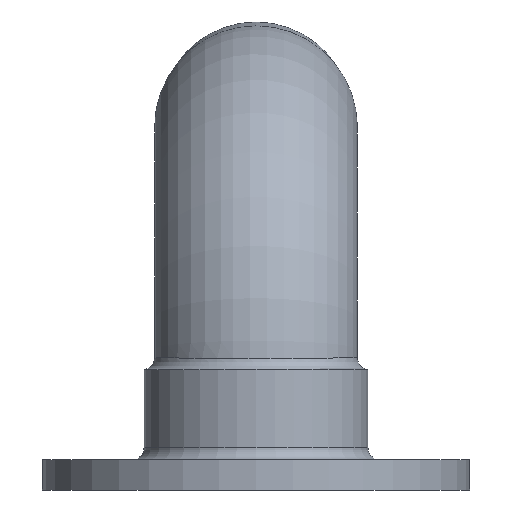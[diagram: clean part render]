
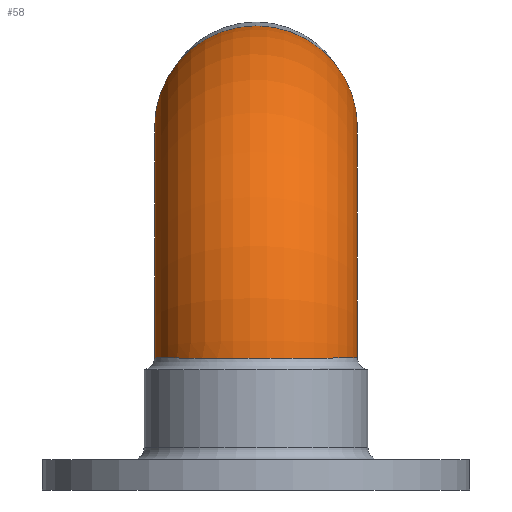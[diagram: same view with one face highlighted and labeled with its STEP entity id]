
A CAD part, front view. The second image highlights one B-rep face of the part: STEP entity #58.
In plain terms, the highlighted toroidal (fillet/blend) face has major radius 40.558 mm and minor radius 16.85 mm.
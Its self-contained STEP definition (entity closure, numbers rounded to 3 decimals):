
#52=B_SPLINE_CURVE_WITH_KNOTS('',3,(#461,#462,#463,#464,#465,#466,#467,
#468,#469,#470,#471,#472,#473,#474,#475,#476,#477,#478,#479,#480,#481,#482,
#483,#484,#485,#486,#487,#488,#489,#490,#491,#492,#493,#494,#495,#496,#497,
#498,#499,#500,#501,#502,#503,#504,#505,#506,#507,#508,#509,#510,#511,#512,
#513,#514,#515,#516,#517,#518,#519,#520,#521,#522,#523,#524,#525,#526,#527,
#528,#529,#530,#531,#532,#533,#534,#535,#536,#537,#538,#539,#540,#541,#542,
#543,#544,#545,#546,#547,#548,#549,#550,#551,#552,#553,#554,#555,#556,#557,
#558),.UNSPECIFIED.,.T.,.F.,(2,2,2,2,2,2,1,2,2,2,2,2,2,2,2,2,2,2,2,2,2,
2,2,2,2,2,1,2,2,2,2,2,2,2,2,2,2,2,2,2,2,2,2,2,2,2,2,2,2,2,2,2),(-0.016,
0.,0.016,0.031,0.063,0.078,0.094,
0.109,0.125,0.156,0.172,0.188,0.219,
0.234,0.25,0.266,0.281,
0.313,0.344,0.359,0.375,
0.406,0.422,0.438,0.469,
0.484,0.5,0.516,0.531,
0.563,0.578,0.594,0.625,
0.656,0.672,0.688,0.719,
0.734,0.75,0.766,0.781,
0.813,0.844,0.859,0.875,0.906,0.922,0.938,0.969,0.984,
1.,1.016),.UNSPECIFIED.);
#54=TOROIDAL_SURFACE('',#323,40.558,16.85);
#58=ADVANCED_FACE('',(#90,#91),#54,.T.);
#90=FACE_BOUND('',#138,.T.);
#91=FACE_BOUND('',#139,.T.);
#138=EDGE_LOOP('',(#186));
#139=EDGE_LOOP('',(#187));
#186=ORIENTED_EDGE('',*,*,#257,.T.);
#187=ORIENTED_EDGE('',*,*,#258,.T.);
#233=VERTEX_POINT('',#559);
#234=VERTEX_POINT('',#561);
#257=EDGE_CURVE('',#233,#233,#52,.T.);
#258=EDGE_CURVE('',#234,#234,#281,.T.);
#281=CIRCLE('',#322,16.85);
#322=AXIS2_PLACEMENT_3D('',#560,#374,#375);
#323=AXIS2_PLACEMENT_3D('',#562,#376,#377);
#374=DIRECTION('',(0.,-0.998,-0.063));
#375=DIRECTION('',(0.,0.063,-0.998));
#376=DIRECTION('',(-1.,0.,0.));
#377=DIRECTION('',(0.,0.,1.));
#461=CARTESIAN_POINT('',(16.848,-0.551,21.981));
#462=CARTESIAN_POINT('',(16.852,0.563,21.988));
#463=CARTESIAN_POINT('',(16.826,1.12,21.991));
#464=CARTESIAN_POINT('',(16.72,2.224,21.998));
#465=CARTESIAN_POINT('',(16.64,2.77,22.002));
#466=CARTESIAN_POINT('',(16.323,4.387,22.013));
#467=CARTESIAN_POINT('',(16.009,5.44,22.021));
#468=CARTESIAN_POINT('',(15.378,6.982,22.035));
#469=CARTESIAN_POINT('',(15.142,7.486,22.039));
#470=CARTESIAN_POINT('',(14.627,8.46,22.048));
#471=CARTESIAN_POINT('',(14.067,9.405,22.058));
#472=CARTESIAN_POINT('',(13.417,10.292,22.068));
#473=CARTESIAN_POINT('',(12.722,11.149,22.077));
#474=CARTESIAN_POINT('',(12.349,11.565,22.082));
#475=CARTESIAN_POINT('',(11.181,12.747,22.097));
#476=CARTESIAN_POINT('',(10.336,13.448,22.107));
#477=CARTESIAN_POINT('',(8.971,14.375,22.121));
#478=CARTESIAN_POINT('',(8.499,14.662,22.126));
#479=CARTESIAN_POINT('',(7.521,15.193,22.134));
#480=CARTESIAN_POINT('',(7.022,15.433,22.138));
#481=CARTESIAN_POINT('',(5.501,16.075,22.149));
#482=CARTESIAN_POINT('',(4.452,16.401,22.155));
#483=CARTESIAN_POINT('',(2.827,16.735,22.162));
#484=CARTESIAN_POINT('',(2.274,16.82,22.163));
#485=CARTESIAN_POINT('',(1.175,16.934,22.166));
#486=CARTESIAN_POINT('',(0.626,16.963,22.166));
#487=CARTESIAN_POINT('',(-0.472,16.968,22.166));
#488=CARTESIAN_POINT('',(-1.021,16.944,22.166));
#489=CARTESIAN_POINT('',(-2.117,16.841,22.164));
#490=CARTESIAN_POINT('',(-2.667,16.762,22.162));
#491=CARTESIAN_POINT('',(-4.304,16.442,22.156));
#492=CARTESIAN_POINT('',(-5.364,16.122,22.15));
#493=CARTESIAN_POINT('',(-7.422,15.274,22.135));
#494=CARTESIAN_POINT('',(-8.394,14.754,22.127));
#495=CARTESIAN_POINT('',(-9.765,13.841,22.113));
#496=CARTESIAN_POINT('',(-10.208,13.514,22.108));
#497=CARTESIAN_POINT('',(-11.064,12.814,22.099));
#498=CARTESIAN_POINT('',(-11.479,12.439,22.094));
#499=CARTESIAN_POINT('',(-12.653,11.269,22.079));
#500=CARTESIAN_POINT('',(-13.351,10.421,22.069));
#501=CARTESIAN_POINT('',(-14.273,9.051,22.054));
#502=CARTESIAN_POINT('',(-14.56,8.577,22.05));
#503=CARTESIAN_POINT('',(-15.087,7.598,22.04));
#504=CARTESIAN_POINT('',(-15.325,7.099,22.036));
#505=CARTESIAN_POINT('',(-15.962,5.577,22.023));
#506=CARTESIAN_POINT('',(-16.286,4.528,22.014));
#507=CARTESIAN_POINT('',(-16.619,2.9,22.003));
#508=CARTESIAN_POINT('',(-16.703,2.348,21.999));
#509=CARTESIAN_POINT('',(-16.817,1.25,21.992));
#510=CARTESIAN_POINT('',(-16.876,0.152,21.985));
#511=CARTESIAN_POINT('',(-16.829,-0.946,21.979));
#512=CARTESIAN_POINT('',(-16.728,-2.043,21.973));
#513=CARTESIAN_POINT('',(-16.65,-2.594,21.97));
#514=CARTESIAN_POINT('',(-16.335,-4.23,21.962));
#515=CARTESIAN_POINT('',(-16.021,-5.283,21.957));
#516=CARTESIAN_POINT('',(-15.401,-6.81,21.95));
#517=CARTESIAN_POINT('',(-15.169,-7.31,21.948));
#518=CARTESIAN_POINT('',(-14.653,-8.292,21.944));
#519=CARTESIAN_POINT('',(-14.369,-8.772,21.943));
#520=CARTESIAN_POINT('',(-13.457,-10.157,21.937));
#521=CARTESIAN_POINT('',(-12.761,-11.016,21.934));
#522=CARTESIAN_POINT('',(-11.196,-12.6,21.929));
#523=CARTESIAN_POINT('',(-10.347,-13.303,21.927));
#524=CARTESIAN_POINT('',(-8.977,-14.23,21.924));
#525=CARTESIAN_POINT('',(-8.504,-14.517,21.923));
#526=CARTESIAN_POINT('',(-7.525,-15.047,21.921));
#527=CARTESIAN_POINT('',(-7.026,-15.286,21.921));
#528=CARTESIAN_POINT('',(-5.504,-15.925,21.919));
#529=CARTESIAN_POINT('',(-4.455,-16.249,21.918));
#530=CARTESIAN_POINT('',(-2.829,-16.582,21.917));
#531=CARTESIAN_POINT('',(-2.276,-16.666,21.917));
#532=CARTESIAN_POINT('',(-1.177,-16.78,21.916));
#533=CARTESIAN_POINT('',(-0.628,-16.809,21.916));
#534=CARTESIAN_POINT('',(0.47,-16.814,21.916));
#535=CARTESIAN_POINT('',(1.018,-16.79,21.916));
#536=CARTESIAN_POINT('',(2.115,-16.688,21.917));
#537=CARTESIAN_POINT('',(2.665,-16.609,21.917));
#538=CARTESIAN_POINT('',(4.302,-16.291,21.918));
#539=CARTESIAN_POINT('',(5.363,-15.974,21.919));
#540=CARTESIAN_POINT('',(7.423,-15.128,21.921));
#541=CARTESIAN_POINT('',(8.396,-14.611,21.923));
#542=CARTESIAN_POINT('',(9.768,-13.7,21.925));
#543=CARTESIAN_POINT('',(10.212,-13.373,21.926));
#544=CARTESIAN_POINT('',(11.07,-12.674,21.929));
#545=CARTESIAN_POINT('',(11.485,-12.3,21.93));
#546=CARTESIAN_POINT('',(12.66,-11.132,21.934));
#547=CARTESIAN_POINT('',(13.359,-10.285,21.937));
#548=CARTESIAN_POINT('',(14.281,-8.914,21.942));
#549=CARTESIAN_POINT('',(14.569,-8.439,21.944));
#550=CARTESIAN_POINT('',(15.095,-7.46,21.948));
#551=CARTESIAN_POINT('',(15.333,-6.962,21.95));
#552=CARTESIAN_POINT('',(15.969,-5.44,21.956));
#553=CARTESIAN_POINT('',(16.292,-4.39,21.961));
#554=CARTESIAN_POINT('',(16.623,-2.761,21.969));
#555=CARTESIAN_POINT('',(16.707,-2.209,21.972));
#556=CARTESIAN_POINT('',(16.819,-1.105,21.978));
#557=CARTESIAN_POINT('',(16.848,-0.551,21.981));
#558=CARTESIAN_POINT('',(16.852,0.563,21.988));
#559=CARTESIAN_POINT('',(16.85,0.006,21.984));
#560=CARTESIAN_POINT('',(0.,38.,60.3));
#561=CARTESIAN_POINT('',(0.,39.063,43.484));
#562=CARTESIAN_POINT('',(0.,40.558,19.823));
